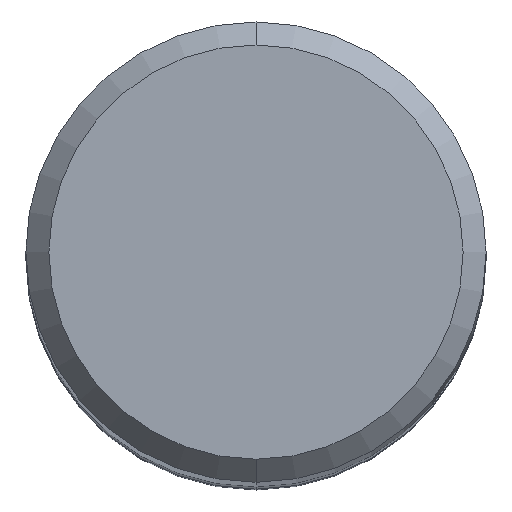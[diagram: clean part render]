
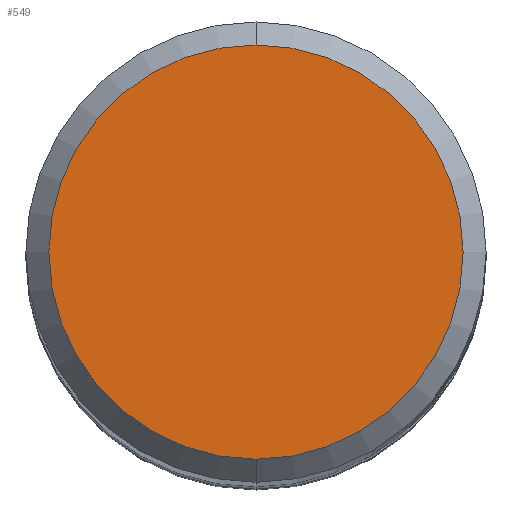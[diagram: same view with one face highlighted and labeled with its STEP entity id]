
A CAD part, top view. The second image highlights one B-rep face of the part: STEP entity #549.
In plain terms, the highlighted planar face has unit normal (0, 0, 1).
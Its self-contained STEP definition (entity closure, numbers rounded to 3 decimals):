
#293=EDGE_CURVE('',#529,#559,#685,.T.);
#355=EDGE_CURVE('',#559,#529,#755,.T.);
#529=VERTEX_POINT('',#946);
#549=ADVANCED_FACE('',(#967),#968,.T.);
#559=VERTEX_POINT('',#981);
#685=CIRCLE('',#1238,3.6);
#755=CIRCLE('',#1348,3.6);
#946=CARTESIAN_POINT('',(0.0,3.6,0.0));
#967=FACE_OUTER_BOUND('',#1721,.T.);
#968=PLANE('',#1722);
#981=CARTESIAN_POINT('',(0.,-3.6,0.0));
#1238=AXIS2_PLACEMENT_3D('',#1854,#1855,#1856);
#1348=AXIS2_PLACEMENT_3D('',#1932,#1933,#1934);
#1721=EDGE_LOOP('',(#2169,#2170));
#1722=AXIS2_PLACEMENT_3D('',#2171,#2172,#2173);
#1854=CARTESIAN_POINT('',(0.0,0.0,0.0));
#1855=DIRECTION('',(0.0,0.0,-1.0));
#1856=DIRECTION('',(0.0,1.0,0.0));
#1932=CARTESIAN_POINT('',(0.0,0.0,0.0));
#1933=DIRECTION('',(0.0,0.0,-1.0));
#1934=DIRECTION('',(0.0,1.0,0.0));
#2169=ORIENTED_EDGE('',*,*,#293,.F.);
#2170=ORIENTED_EDGE('',*,*,#355,.F.);
#2171=CARTESIAN_POINT('',(0.0,1.8,0.0));
#2172=DIRECTION('',(-0.0,0.0,1.0));
#2173=DIRECTION('',(0.0,-1.0,0.0));
